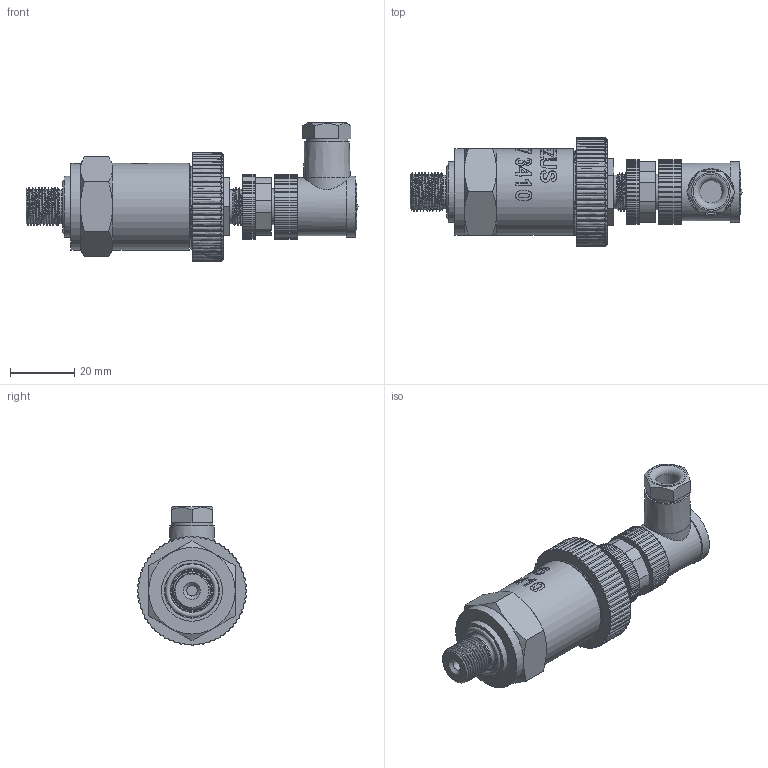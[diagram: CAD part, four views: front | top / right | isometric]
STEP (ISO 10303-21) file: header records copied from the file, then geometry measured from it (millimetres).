
FILE_DESCRIPTION(/* description */ (''),/* implementation_level */ '2;1');
FILE_NAME(/* name */ 'APZ3410_8_M12x1-angular.step',/* time_stamp */ '2021-06-17T12:43:49+03:00',/* author */ (''),/* organization */ (''),/* preprocessor_version */ 'ST-DEVELOPER v18.1',/* originating_system */ 'Autodesk Translation Framework v10.9.0.1377',/* authorisation */ '');
FILE_SCHEMA (('AUTOMOTIVE_DESIGN { 1 0 10303 214 3 1 1 }'));
Products named in the file (6): APZ3410_x_y; OMAL nut M27x1.5 v8; M12x1 male v16; Ш100.000.002 v4; M12x1 female angular v10; M12x1 DIN
Assembly tree (5 placements, depth 2):
  APZ3410_x_y
    OMAL nut M27x1.5 v8
    M12x1 male v16
    Ш100.000.002 v4
    M12x1 female angular v10
    M12x1 DIN
Bounding box: 103.56 x 34 x 43.2 mm (x, y, z)
Volume: 46541.5 mm3; surface area: 19566 mm2
Topology: 17 solids, 17 shells, 987 faces, 2741 edges, 1835 vertices
Faces by surface type: bspline 432, cylinder 343, plane 170, cone 31, torus 10, sphere 1
Full cylindrical faces by diameter (mm): 1 x12, 1.5 x4, 3.3 x1, 7 x1, 8 x1, 8.2 x1, 9.471 x2, 10.5 x1, 10.6 x2, 10.741 x15, 11.035 x4, 11.156 x1, 11.884 x14, 12.152 x4, 13 x1, 13.5 x1, 14 x1, 14.137 x4, 14.526 x3, 15.85 x3, 16.203 x3, 16.7 x1, 18 x1, 19 x2, 21.4 x2, 22.3 x1, 24.5 x1, 25.132 x4, 25.526 x4, 26.85 x3
Entity records: 56390 total; most frequent: CARTESIAN_POINT 34243, ORIENTED_EDGE 5482, DIRECTION 3150, EDGE_CURVE 2741, VERTEX_POINT 1835, B_SPLINE_CURVE_WITH_KNOTS 1205, AXIS2_PLACEMENT_3D 1138, EDGE_LOOP 1052
